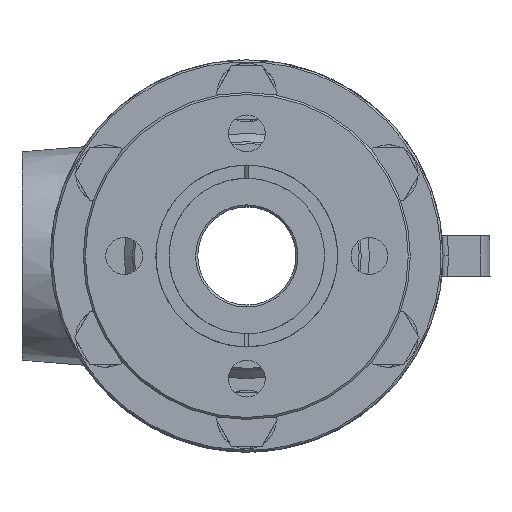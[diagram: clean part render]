
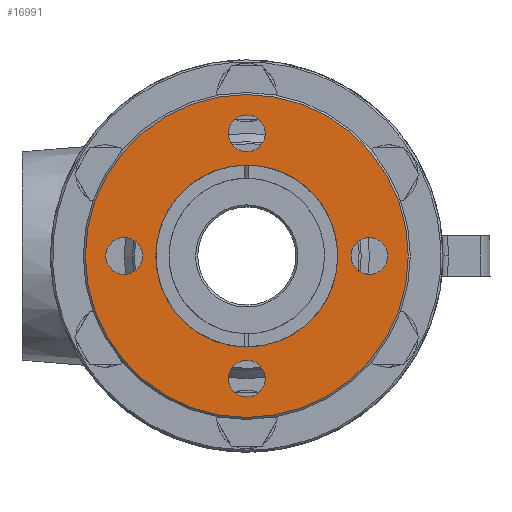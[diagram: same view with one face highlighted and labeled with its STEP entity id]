
A CAD part, left-side view. The second image highlights one B-rep face of the part: STEP entity #16991.
In plain terms, the highlighted planar face has unit normal (-1, 0, 0).
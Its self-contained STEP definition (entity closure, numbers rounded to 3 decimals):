
#176 = DIRECTION ( 'NONE',  ( 1., 0., 0. ) ) ;
#194 = AXIS2_PLACEMENT_3D ( 'NONE', #22273, #18396, #11997 ) ;
#232 = EDGE_CURVE ( 'NONE', #18739, #18739, #4607, .T. ) ;
#460 = AXIS2_PLACEMENT_3D ( 'NONE', #4569, #10939, #8955 ) ;
#466 = CARTESIAN_POINT ( 'NONE',  ( -63.677, 0., 0. ) ) ;
#984 = DIRECTION ( 'NONE',  ( 0., 0., 1. ) ) ;
#1541 = CARTESIAN_POINT ( 'NONE',  ( -63.677, 0., -39.5 ) ) ;
#1922 = DIRECTION ( 'NONE',  ( 0., 0., 1. ) ) ;
#2783 = FACE_BOUND ( 'NONE', #23564, .T. ) ;
#2926 = VERTEX_POINT ( 'NONE', #13992 ) ;
#2977 = DIRECTION ( 'NONE',  ( 1., 0., 0. ) ) ;
#3418 = FACE_BOUND ( 'NONE', #9193, .T. ) ;
#3686 = CARTESIAN_POINT ( 'NONE',  ( -63.677, -30., 4.5 ) ) ;
#3866 = VERTEX_POINT ( 'NONE', #3686 ) ;
#4136 = CARTESIAN_POINT ( 'NONE',  ( -63.677, 30., 0. ) ) ;
#4314 = AXIS2_PLACEMENT_3D ( 'NONE', #24315, #22140, #16004 ) ;
#4569 = CARTESIAN_POINT ( 'NONE',  ( -63.677, 0., 0. ) ) ;
#4607 = CIRCLE ( 'NONE', #14034, 4.5 ) ;
#4764 = ORIENTED_EDGE ( 'NONE', *, *, #9329, .T. ) ;
#4784 = DIRECTION ( 'NONE',  ( 0., 0., -1. ) ) ;
#5706 = AXIS2_PLACEMENT_3D ( 'NONE', #25726, #2977, #984 ) ;
#6338 = DIRECTION ( 'NONE',  ( 0., 0., 1. ) ) ;
#6421 = AXIS2_PLACEMENT_3D ( 'NONE', #22853, #10506, #1922 ) ;
#7137 = VERTEX_POINT ( 'NONE', #15426 ) ;
#7345 = CARTESIAN_POINT ( 'NONE',  ( -63.677, 30., 4.5 ) ) ;
#8316 = FACE_BOUND ( 'NONE', #26479, .T. ) ;
#8955 = DIRECTION ( 'NONE',  ( 0., 0., -1. ) ) ;
#9193 = EDGE_LOOP ( 'NONE', ( #22217 ) ) ;
#9329 = EDGE_CURVE ( 'NONE', #7137, #7137, #23984, .T. ) ;
#10106 = EDGE_LOOP ( 'NONE', ( #12926 ) ) ;
#10506 = DIRECTION ( 'NONE',  ( 1., 0., 0. ) ) ;
#10939 = DIRECTION ( 'NONE',  ( 1., 0., 0. ) ) ;
#11156 = EDGE_CURVE ( 'NONE', #23238, #23238, #22956, .T. ) ;
#11997 = DIRECTION ( 'NONE',  ( 0., 0., 1. ) ) ;
#12175 = FACE_OUTER_BOUND ( 'NONE', #21602, .T. ) ;
#12926 = ORIENTED_EDGE ( 'NONE', *, *, #232, .T. ) ;
#13313 = CIRCLE ( 'NONE', #5706, 4.5 ) ;
#13563 = ORIENTED_EDGE ( 'NONE', *, *, #11156, .T. ) ;
#13750 = FACE_BOUND ( 'NONE', #10106, .T. ) ;
#13992 = CARTESIAN_POINT ( 'NONE',  ( -63.677, 0., 34.5 ) ) ;
#14034 = AXIS2_PLACEMENT_3D ( 'NONE', #4136, #176, #6338 ) ;
#14816 = PLANE ( 'NONE',  #18106 ) ;
#14849 = VERTEX_POINT ( 'NONE', #1541 ) ;
#15035 = FACE_BOUND ( 'NONE', #17090, .T. ) ;
#15426 = CARTESIAN_POINT ( 'NONE',  ( -63.677, 0., -25.5 ) ) ;
#15702 = CIRCLE ( 'NONE', #460, 39.5 ) ;
#15733 = ORIENTED_EDGE ( 'NONE', *, *, #18874, .T. ) ;
#16004 = DIRECTION ( 'NONE',  ( 0., 0., 1. ) ) ;
#16757 = ORIENTED_EDGE ( 'NONE', *, *, #17406, .F. ) ;
#16991 = ADVANCED_FACE ( 'NONE', ( #15035, #13750, #3418, #8316, #2783, #12175 ), #14816, .F. ) ;
#17090 = EDGE_LOOP ( 'NONE', ( #4764 ) ) ;
#17406 = EDGE_CURVE ( 'NONE', #14849, #14849, #15702, .T. ) ;
#18106 = AXIS2_PLACEMENT_3D ( 'NONE', #466, #21038, #4784 ) ;
#18396 = DIRECTION ( 'NONE',  ( 1., 0., 0. ) ) ;
#18739 = VERTEX_POINT ( 'NONE', #7345 ) ;
#18874 = EDGE_CURVE ( 'NONE', #3866, #3866, #13313, .T. ) ;
#19669 = CARTESIAN_POINT ( 'NONE',  ( -63.677, 0., 22.265 ) ) ;
#19907 = EDGE_CURVE ( 'NONE', #2926, #2926, #21182, .T. ) ;
#21038 = DIRECTION ( 'NONE',  ( 1., 0., 0. ) ) ;
#21182 = CIRCLE ( 'NONE', #194, 4.5 ) ;
#21602 = EDGE_LOOP ( 'NONE', ( #16757 ) ) ;
#22140 = DIRECTION ( 'NONE',  ( 1., 0., 0. ) ) ;
#22217 = ORIENTED_EDGE ( 'NONE', *, *, #19907, .T. ) ;
#22273 = CARTESIAN_POINT ( 'NONE',  ( -63.677, 0., 30. ) ) ;
#22853 = CARTESIAN_POINT ( 'NONE',  ( -63.677, 0., -30. ) ) ;
#22956 = CIRCLE ( 'NONE', #4314, 22.265 ) ;
#23238 = VERTEX_POINT ( 'NONE', #19669 ) ;
#23564 = EDGE_LOOP ( 'NONE', ( #13563 ) ) ;
#23984 = CIRCLE ( 'NONE', #6421, 4.5 ) ;
#24315 = CARTESIAN_POINT ( 'NONE',  ( -63.677, 0., 0. ) ) ;
#25726 = CARTESIAN_POINT ( 'NONE',  ( -63.677, -30., 0. ) ) ;
#26479 = EDGE_LOOP ( 'NONE', ( #15733 ) ) ;
